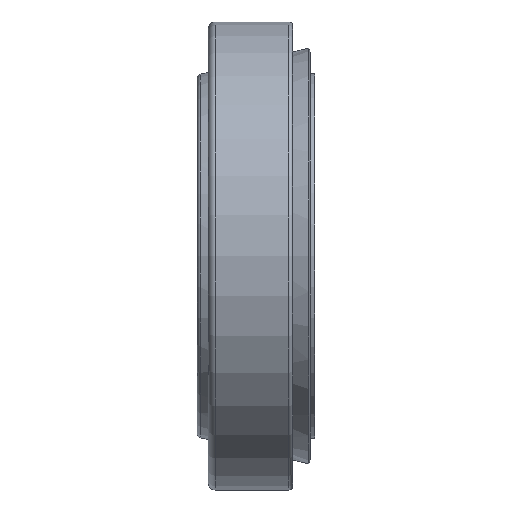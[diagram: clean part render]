
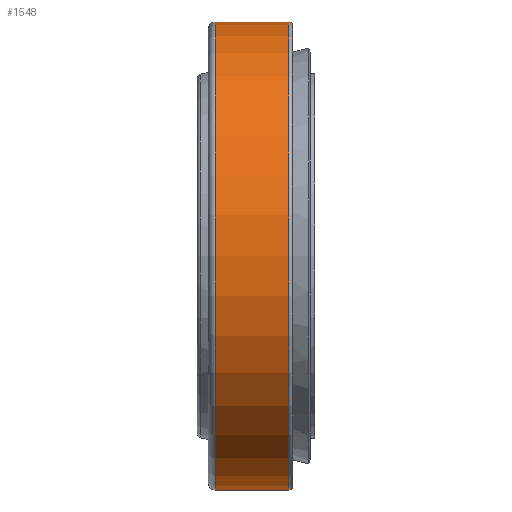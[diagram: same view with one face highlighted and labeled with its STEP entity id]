
A CAD part, top view. The second image highlights one B-rep face of the part: STEP entity #1548.
In plain terms, the highlighted cylindrical face has radius 50 mm (diameter 100 mm), a partial arc.
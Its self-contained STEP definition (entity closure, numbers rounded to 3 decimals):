
#1548=ADVANCED_FACE('',(#3089),#3090,.T.);
#3089=FACE_OUTER_BOUND('',#4643,.T.);
#3090=CYLINDRICAL_SURFACE('',#4644,50.0);
#4643=EDGE_LOOP('',(#8868,#8869,#8870,#8871));
#4644=AXIS2_PLACEMENT_3D('',#8872,#8873,#8874);
#8868=ORIENTED_EDGE('',*,*,#9855,.T.);
#8869=ORIENTED_EDGE('',*,*,#10535,.F.);
#8870=ORIENTED_EDGE('',*,*,#9857,.T.);
#8871=ORIENTED_EDGE('',*,*,#10533,.T.);
#8872=CARTESIAN_POINT('',(7.63,0.0,0.0));
#8873=DIRECTION('',(1.0,0.0,0.0));
#8874=DIRECTION('',(0.0,1.0,0.));
#9855=EDGE_CURVE('',#11943,#11934,#11944,.T.);
#9857=EDGE_CURVE('',#11937,#11945,#11947,.T.);
#10533=EDGE_CURVE('',#11945,#11943,#12949,.T.);
#10535=EDGE_CURVE('',#11937,#11934,#12951,.T.);
#11934=VERTEX_POINT('',#14860);
#11937=VERTEX_POINT('',#14863);
#11943=VERTEX_POINT('',#14869);
#11944=LINE('',#14870,#14871);
#11945=VERTEX_POINT('',#14872);
#11947=LINE('',#14874,#14875);
#12949=CIRCLE('',#16327,50.0);
#12951=CIRCLE('',#16329,50.0);
#14860=CARTESIAN_POINT('',(-0.23,50.0,0.));
#14863=CARTESIAN_POINT('',(-0.23,-50.0,0.));
#14869=CARTESIAN_POINT('',(15.49,50.0,0.));
#14870=CARTESIAN_POINT('',(7.63,50.0,0.));
#14871=VECTOR('',#17298,1.0);
#14872=CARTESIAN_POINT('',(15.49,-50.0,0.));
#14874=CARTESIAN_POINT('',(7.63,-50.0,0.));
#14875=VECTOR('',#17302,1.0);
#16327=AXIS2_PLACEMENT_3D('',#17876,#17877,#17878);
#16329=AXIS2_PLACEMENT_3D('',#17879,#17880,#17881);
#17298=DIRECTION('',(-1.0,0.0,0.0));
#17302=DIRECTION('',(1.0,0.0,0.0));
#17876=CARTESIAN_POINT('',(15.49,0.0,0.0));
#17877=DIRECTION('',(-1.0,0.0,0.0));
#17878=DIRECTION('',(0.0,1.0,0.));
#17879=CARTESIAN_POINT('',(-0.23,0.0,0.0));
#17880=DIRECTION('',(-1.0,0.0,0.0));
#17881=DIRECTION('',(0.0,1.0,0.));
